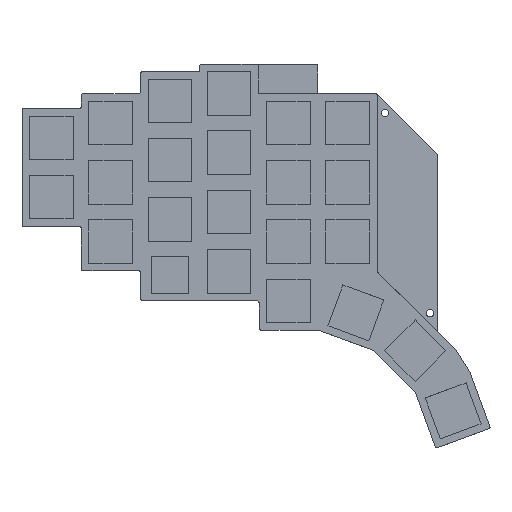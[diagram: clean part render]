
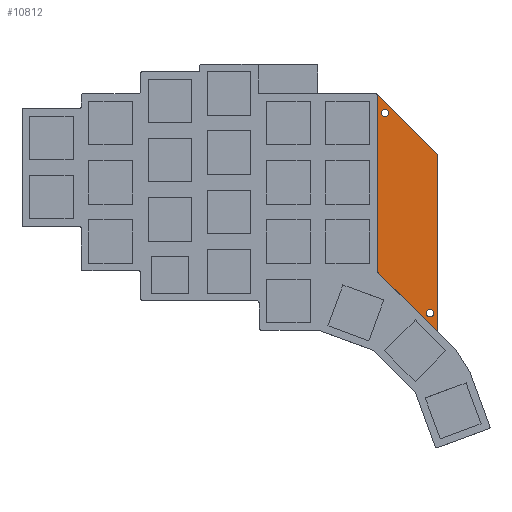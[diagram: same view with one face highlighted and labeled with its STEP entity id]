
A CAD part, top view. The second image highlights one B-rep face of the part: STEP entity #10812.
In plain terms, the highlighted planar face has unit normal (0, 0, 1).
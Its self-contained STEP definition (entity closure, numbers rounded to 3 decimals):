
#77=FACE_BOUND('',#982,.T.);
#78=FACE_BOUND('',#983,.T.);
#93=CIRCLE('',#11367,1.2);
#95=CIRCLE('',#11370,1.2);
#98=CIRCLE('',#11375,0.5);
#100=CIRCLE('',#11380,0.533);
#410=FACE_OUTER_BOUND('',#981,.T.);
#981=EDGE_LOOP('',(#8630,#8631,#8632,#8633,#8634,#8635));
#982=EDGE_LOOP('',(#8636));
#983=EDGE_LOOP('',(#8637));
#2070=LINE('',#15989,#3607);
#2074=LINE('',#16001,#3611);
#2077=LINE('',#16007,#3614);
#2081=LINE('',#16017,#3618);
#3607=VECTOR('',#13079,10.);
#3611=VECTOR('',#13091,10.);
#3614=VECTOR('',#13096,10.);
#3618=VECTOR('',#13108,10.);
#4863=VERTEX_POINT('',#15971);
#4865=VERTEX_POINT('',#15977);
#4869=VERTEX_POINT('',#15986);
#4870=VERTEX_POINT('',#15988);
#4872=VERTEX_POINT('',#15994);
#4874=VERTEX_POINT('',#16000);
#4876=VERTEX_POINT('',#16006);
#4878=VERTEX_POINT('',#16012);
#6186=EDGE_CURVE('',#4863,#4863,#93,.T.);
#6189=EDGE_CURVE('',#4865,#4865,#95,.T.);
#6194=EDGE_CURVE('',#4870,#4869,#2070,.T.);
#6197=EDGE_CURVE('',#4872,#4870,#98,.T.);
#6200=EDGE_CURVE('',#4874,#4872,#2074,.T.);
#6203=EDGE_CURVE('',#4876,#4874,#2077,.T.);
#6206=EDGE_CURVE('',#4878,#4876,#100,.T.);
#6209=EDGE_CURVE('',#4869,#4878,#2081,.T.);
#8630=ORIENTED_EDGE('',*,*,#6209,.T.);
#8631=ORIENTED_EDGE('',*,*,#6206,.T.);
#8632=ORIENTED_EDGE('',*,*,#6203,.T.);
#8633=ORIENTED_EDGE('',*,*,#6200,.T.);
#8634=ORIENTED_EDGE('',*,*,#6197,.T.);
#8635=ORIENTED_EDGE('',*,*,#6194,.T.);
#8636=ORIENTED_EDGE('',*,*,#6186,.T.);
#8637=ORIENTED_EDGE('',*,*,#6189,.T.);
#10289=PLANE('',#11382);
#10812=ADVANCED_FACE('',(#410,#77,#78),#10289,.T.);
#11367=AXIS2_PLACEMENT_3D('',#15972,#13063,#13064);
#11370=AXIS2_PLACEMENT_3D('',#15978,#13070,#13071);
#11375=AXIS2_PLACEMENT_3D('',#15995,#13085,#13086);
#11380=AXIS2_PLACEMENT_3D('',#16013,#13102,#13103);
#11382=AXIS2_PLACEMENT_3D('',#16018,#13109,#13110);
#13063=DIRECTION('center_axis',(0.,0.,-1.));
#13064=DIRECTION('ref_axis',(-1.,0.,0.));
#13070=DIRECTION('center_axis',(0.,0.,-1.));
#13071=DIRECTION('ref_axis',(-1.,0.,0.));
#13079=DIRECTION('',(0.707,-0.707,0.));
#13085=DIRECTION('center_axis',(0.,0.,1.));
#13086=DIRECTION('ref_axis',(-1.,0.,0.));
#13091=DIRECTION('',(0.,-1.,0.));
#13096=DIRECTION('',(-0.705,0.71,0.));
#13102=DIRECTION('center_axis',(0.,0.,1.));
#13103=DIRECTION('ref_axis',(1.,-0.001,0.));
#13108=DIRECTION('',(0.,1.,0.));
#13109=DIRECTION('center_axis',(0.,0.,1.));
#13110=DIRECTION('ref_axis',(-1.,0.,0.));
#15971=CARTESIAN_POINT('',(146.21,-44.97,11.1));
#15972=CARTESIAN_POINT('Origin',(145.01,-44.97,11.1));
#15977=CARTESIAN_POINT('',(160.622,-109.324,11.1));
#15978=CARTESIAN_POINT('Origin',(159.422,-109.324,11.1));
#15986=CARTESIAN_POINT('',(161.922,-115.36,11.1));
#15988=CARTESIAN_POINT('',(142.656,-96.094,11.1));
#15989=CARTESIAN_POINT('',(168.009,-121.447,11.1));
#15994=CARTESIAN_POINT('',(142.51,-95.74,11.1));
#15995=CARTESIAN_POINT('Origin',(143.01,-95.74,11.1));
#16000=CARTESIAN_POINT('',(142.51,-38.904,11.1));
#16001=CARTESIAN_POINT('',(142.51,-39.315,11.1));
#16006=CARTESIAN_POINT('',(161.768,-58.301,11.1));
#16007=CARTESIAN_POINT('',(161.768,-58.301,11.1));
#16012=CARTESIAN_POINT('',(161.922,-58.677,11.1));
#16013=CARTESIAN_POINT('Origin',(161.389,-58.676,11.1));
#16017=CARTESIAN_POINT('',(161.922,-115.029,11.1));
#16018=CARTESIAN_POINT('Origin',(152.216,-77.132,11.1));
